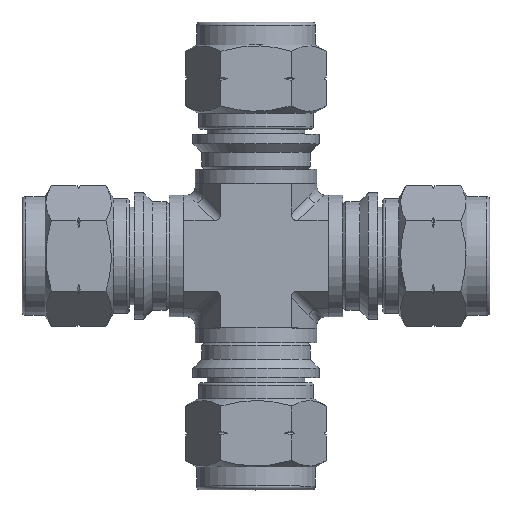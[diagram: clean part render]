
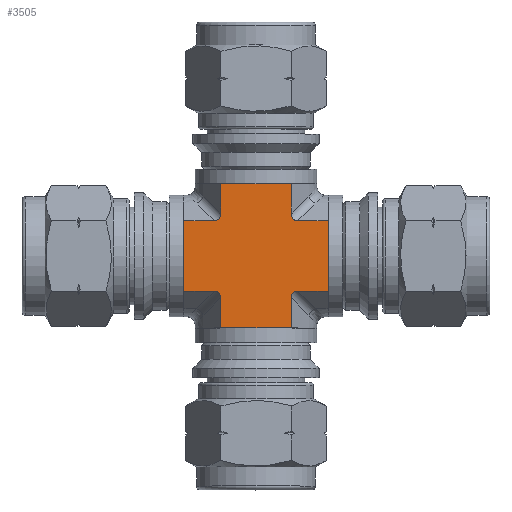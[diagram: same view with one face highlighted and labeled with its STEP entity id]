
A CAD part, top view. The second image highlights one B-rep face of the part: STEP entity #3505.
In plain terms, the highlighted planar face has unit normal (0, 0, 1).
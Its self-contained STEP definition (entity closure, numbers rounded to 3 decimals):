
#29=ELLIPSE('',#3850,1.291,1.);
#30=ELLIPSE('',#3856,1.291,1.);
#37=ELLIPSE('',#3874,1.291,1.);
#38=ELLIPSE('',#3880,1.291,1.);
#577=FACE_OUTER_BOUND('',#819,.T.);
#819=EDGE_LOOP('',(#3168,#3169,#3170,#3171,#3172,#3173,#3174,#3175,#3176,
#3177,#3178,#3179,#3180,#3181,#3182,#3183));
#956=LINE('',#6069,#1148);
#968=LINE('',#6140,#1160);
#976=LINE('',#6197,#1168);
#988=LINE('',#6268,#1180);
#990=LINE('',#6271,#1182);
#992=LINE('',#6276,#1184);
#998=LINE('',#6292,#1190);
#1007=LINE('',#6313,#1199);
#1008=LINE('',#6316,#1200);
#1010=LINE('',#6320,#1202);
#1015=LINE('',#6333,#1207);
#1020=LINE('',#6343,#1212);
#1148=VECTOR('',#4685,10.);
#1160=VECTOR('',#4727,10.);
#1168=VECTOR('',#4753,10.);
#1180=VECTOR('',#4795,10.);
#1182=VECTOR('',#4799,10.);
#1184=VECTOR('',#4805,10.);
#1190=VECTOR('',#4821,10.);
#1199=VECTOR('',#4842,10.);
#1200=VECTOR('',#4845,10.);
#1202=VECTOR('',#4849,10.);
#1207=VECTOR('',#4860,10.);
#1212=VECTOR('',#4873,10.);
#1617=VERTEX_POINT('',#6059);
#1618=VERTEX_POINT('',#6061);
#1620=VERTEX_POINT('',#6067);
#1623=VERTEX_POINT('',#6079);
#1624=VERTEX_POINT('',#6080);
#1634=VERTEX_POINT('',#6139);
#1641=VERTEX_POINT('',#6187);
#1642=VERTEX_POINT('',#6189);
#1644=VERTEX_POINT('',#6195);
#1647=VERTEX_POINT('',#6207);
#1648=VERTEX_POINT('',#6208);
#1658=VERTEX_POINT('',#6267);
#1664=VERTEX_POINT('',#6291);
#1670=VERTEX_POINT('',#6311);
#1671=VERTEX_POINT('',#6315);
#1672=VERTEX_POINT('',#6319);
#2090=EDGE_CURVE('',#1617,#1618,#29,.T.);
#2094=EDGE_CURVE('',#1620,#1617,#956,.T.);
#2099=EDGE_CURVE('',#1623,#1624,#30,.T.);
#2114=EDGE_CURVE('',#1634,#1624,#968,.T.);
#2124=EDGE_CURVE('',#1641,#1642,#37,.T.);
#2128=EDGE_CURVE('',#1641,#1644,#976,.T.);
#2133=EDGE_CURVE('',#1647,#1648,#38,.T.);
#2148=EDGE_CURVE('',#1648,#1658,#988,.T.);
#2150=EDGE_CURVE('',#1620,#1634,#990,.T.);
#2153=EDGE_CURVE('',#1658,#1644,#992,.T.);
#2161=EDGE_CURVE('',#1664,#1618,#998,.T.);
#2172=EDGE_CURVE('',#1670,#1647,#1007,.T.);
#2173=EDGE_CURVE('',#1642,#1671,#1008,.T.);
#2175=EDGE_CURVE('',#1671,#1672,#1010,.T.);
#2182=EDGE_CURVE('',#1670,#1664,#1015,.T.);
#2188=EDGE_CURVE('',#1623,#1672,#1020,.T.);
#3168=ORIENTED_EDGE('',*,*,#2175,.F.);
#3169=ORIENTED_EDGE('',*,*,#2173,.F.);
#3170=ORIENTED_EDGE('',*,*,#2124,.F.);
#3171=ORIENTED_EDGE('',*,*,#2128,.T.);
#3172=ORIENTED_EDGE('',*,*,#2153,.F.);
#3173=ORIENTED_EDGE('',*,*,#2148,.F.);
#3174=ORIENTED_EDGE('',*,*,#2133,.F.);
#3175=ORIENTED_EDGE('',*,*,#2172,.F.);
#3176=ORIENTED_EDGE('',*,*,#2182,.T.);
#3177=ORIENTED_EDGE('',*,*,#2161,.T.);
#3178=ORIENTED_EDGE('',*,*,#2090,.F.);
#3179=ORIENTED_EDGE('',*,*,#2094,.F.);
#3180=ORIENTED_EDGE('',*,*,#2150,.T.);
#3181=ORIENTED_EDGE('',*,*,#2114,.T.);
#3182=ORIENTED_EDGE('',*,*,#2099,.F.);
#3183=ORIENTED_EDGE('',*,*,#2188,.T.);
#3291=PLANE('',#3914);
#3505=ADVANCED_FACE('',(#577),#3291,.T.);
#3850=AXIS2_PLACEMENT_3D('',#6062,#4678,#4679);
#3856=AXIS2_PLACEMENT_3D('',#6081,#4697,#4698);
#3874=AXIS2_PLACEMENT_3D('',#6190,#4746,#4747);
#3880=AXIS2_PLACEMENT_3D('',#6209,#4765,#4766);
#3914=AXIS2_PLACEMENT_3D('',#6344,#4874,#4875);
#4678=DIRECTION('center_axis',(0.,0.,
1.));
#4679=DIRECTION('ref_axis',(0.707,0.707,0.));
#4685=DIRECTION('',(0.,1.,0.));
#4697=DIRECTION('center_axis',(0.,0.,
1.));
#4698=DIRECTION('ref_axis',(-0.707,0.707,0.));
#4727=DIRECTION('',(0.,1.,0.));
#4746=DIRECTION('center_axis',(0.,0.,
1.));
#4747=DIRECTION('ref_axis',(-0.707,-0.707,0.));
#4753=DIRECTION('',(0.,1.,0.));
#4765=DIRECTION('center_axis',(0.,0.,
1.));
#4766=DIRECTION('ref_axis',(0.707,-0.707,0.));
#4795=DIRECTION('',(0.,1.,0.));
#4799=DIRECTION('',(1.,0.,0.));
#4805=DIRECTION('',(1.,0.,0.));
#4821=DIRECTION('',(1.,0.,0.));
#4842=DIRECTION('',(1.,0.,0.));
#4845=DIRECTION('',(1.,0.,0.));
#4849=DIRECTION('',(0.,-1.,0.));
#4860=DIRECTION('',(0.,-1.,0.));
#4873=DIRECTION('',(1.,0.,0.));
#4874=DIRECTION('center_axis',(0.,0.,
1.));
#4875=DIRECTION('ref_axis',(0.,-1.,0.));
#6059=CARTESIAN_POINT('',(-4.59,-5.456,7.95));
#6061=CARTESIAN_POINT('',(-5.456,-4.59,7.95));
#6062=CARTESIAN_POINT('Origin',(-5.745,-5.745,7.95));
#6067=CARTESIAN_POINT('',(-4.59,-9.4,7.95));
#6069=CARTESIAN_POINT('',(-4.59,-9.4,7.95));
#6079=CARTESIAN_POINT('',(5.456,-4.59,7.95));
#6080=CARTESIAN_POINT('',(4.59,-5.456,7.95));
#6081=CARTESIAN_POINT('Origin',(5.745,-5.745,7.95));
#6139=CARTESIAN_POINT('',(4.59,-9.4,7.95));
#6140=CARTESIAN_POINT('',(4.59,-9.4,7.95));
#6187=CARTESIAN_POINT('',(4.59,5.456,7.95));
#6189=CARTESIAN_POINT('',(5.456,4.59,7.95));
#6190=CARTESIAN_POINT('Origin',(5.745,5.745,7.95));
#6195=CARTESIAN_POINT('',(4.59,9.4,7.95));
#6197=CARTESIAN_POINT('',(4.59,-9.4,7.95));
#6207=CARTESIAN_POINT('',(-5.456,4.59,7.95));
#6208=CARTESIAN_POINT('',(-4.59,5.456,7.95));
#6209=CARTESIAN_POINT('Origin',(-5.745,5.745,7.95));
#6267=CARTESIAN_POINT('',(-4.59,9.4,7.95));
#6268=CARTESIAN_POINT('',(-4.59,-9.4,7.95));
#6271=CARTESIAN_POINT('',(-4.59,-9.4,7.95));
#6276=CARTESIAN_POINT('',(-2.295,9.4,7.95));
#6291=CARTESIAN_POINT('',(-9.4,-4.59,7.95));
#6292=CARTESIAN_POINT('',(-9.4,-4.59,7.95));
#6311=CARTESIAN_POINT('',(-9.4,4.59,7.95));
#6313=CARTESIAN_POINT('',(-9.4,4.59,7.95));
#6315=CARTESIAN_POINT('',(9.4,4.59,7.95));
#6316=CARTESIAN_POINT('',(-9.4,4.59,7.95));
#6319=CARTESIAN_POINT('',(9.4,-4.59,7.95));
#6320=CARTESIAN_POINT('',(9.4,2.295,7.95));
#6333=CARTESIAN_POINT('',(-9.4,4.59,7.95));
#6343=CARTESIAN_POINT('',(-9.4,-4.59,7.95));
#6344=CARTESIAN_POINT('Origin',(-9.4,4.59,7.95));
